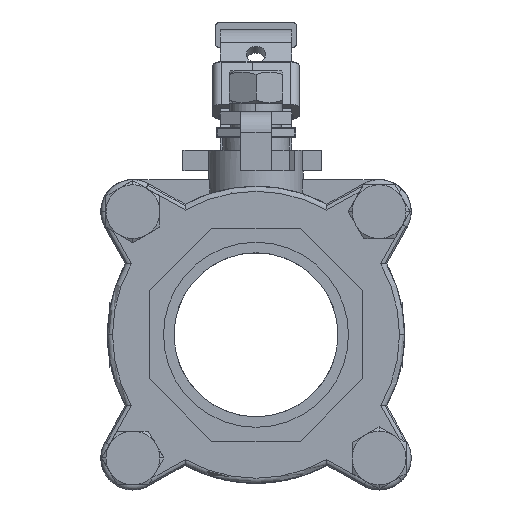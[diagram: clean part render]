
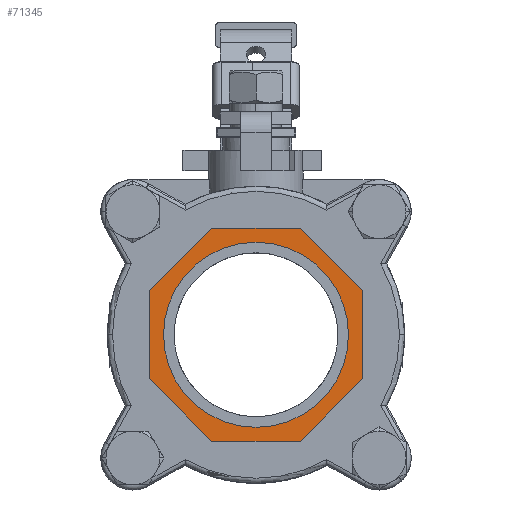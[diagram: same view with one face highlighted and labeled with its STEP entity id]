
A CAD part, left-side view. The second image highlights one B-rep face of the part: STEP entity #71345.
In plain terms, the highlighted planar face has unit normal (-1, 0, 0).
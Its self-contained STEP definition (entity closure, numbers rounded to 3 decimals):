
#62939=CARTESIAN_POINT('',(-81.,36.113,-0.));
#62940=VERTEX_POINT('',#62939);
#62949=CARTESIAN_POINT('',(-81.,-36.113,-0.));
#62950=VERTEX_POINT('',#62949);
#62951=CARTESIAN_POINT('',(-81.,-0.,-0.));
#62952=DIRECTION('',(1.,0.,0.));
#62953=DIRECTION('',(-0.,1.,0.));
#62954=AXIS2_PLACEMENT_3D('',#62951,#62952,#62953);
#62955=CIRCLE('',#62954,36.113);
#62956=EDGE_CURVE('',#62950,#62940,#62955,.T.);
#71134=CARTESIAN_POINT('',(-81.,41.5,17.19));
#71135=VERTEX_POINT('',#71134);
#71142=CARTESIAN_POINT('',(-81.,17.19,41.5));
#71143=VERTEX_POINT('',#71142);
#71144=CARTESIAN_POINT('',(-81.,17.19,41.5));
#71145=DIRECTION('',(0.,0.707,-0.707));
#71146=VECTOR('',#71145,34.38);
#71147=LINE('',#71144,#71146);
#71148=EDGE_CURVE('',#71143,#71135,#71147,.T.);
#71166=CARTESIAN_POINT('',(-81.,-17.19,41.5));
#71167=VERTEX_POINT('',#71166);
#71168=CARTESIAN_POINT('',(-81.,-17.19,41.5));
#71169=DIRECTION('',(-0.,1.,-0.));
#71170=VECTOR('',#71169,34.38);
#71171=LINE('',#71168,#71170);
#71172=EDGE_CURVE('',#71167,#71143,#71171,.T.);
#71190=CARTESIAN_POINT('',(-81.,-41.5,17.19));
#71191=VERTEX_POINT('',#71190);
#71192=CARTESIAN_POINT('',(-81.,-41.5,17.19));
#71193=DIRECTION('',(-0.,0.707,0.707));
#71194=VECTOR('',#71193,34.38);
#71195=LINE('',#71192,#71194);
#71196=EDGE_CURVE('',#71191,#71167,#71195,.T.);
#71214=CARTESIAN_POINT('',(-81.,-41.5,-17.19));
#71215=VERTEX_POINT('',#71214);
#71216=CARTESIAN_POINT('',(-81.,-41.5,-17.19));
#71217=DIRECTION('',(-0.,-0.,1.));
#71218=VECTOR('',#71217,34.38);
#71219=LINE('',#71216,#71218);
#71220=EDGE_CURVE('',#71215,#71191,#71219,.T.);
#71238=CARTESIAN_POINT('',(-81.,-17.19,-41.5));
#71239=VERTEX_POINT('',#71238);
#71240=CARTESIAN_POINT('',(-81.,-17.19,-41.5));
#71241=DIRECTION('',(-0.,-0.707,0.707));
#71242=VECTOR('',#71241,34.38);
#71243=LINE('',#71240,#71242);
#71244=EDGE_CURVE('',#71239,#71215,#71243,.T.);
#71262=CARTESIAN_POINT('',(-81.,17.19,-41.5));
#71263=VERTEX_POINT('',#71262);
#71264=CARTESIAN_POINT('',(-81.,17.19,-41.5));
#71265=DIRECTION('',(0.,-1.,0.));
#71266=VECTOR('',#71265,34.38);
#71267=LINE('',#71264,#71266);
#71268=EDGE_CURVE('',#71263,#71239,#71267,.T.);
#71286=CARTESIAN_POINT('',(-81.,41.5,-17.19));
#71287=VERTEX_POINT('',#71286);
#71288=CARTESIAN_POINT('',(-81.,41.5,-17.19));
#71289=DIRECTION('',(0.,-0.707,-0.707));
#71290=VECTOR('',#71289,34.38);
#71291=LINE('',#71288,#71290);
#71292=EDGE_CURVE('',#71287,#71263,#71291,.T.);
#71310=CARTESIAN_POINT('',(-81.,41.5,17.19));
#71311=DIRECTION('',(0.,0.,-1.));
#71312=VECTOR('',#71311,34.38);
#71313=LINE('',#71310,#71312);
#71314=EDGE_CURVE('',#71135,#71287,#71313,.T.);
#71320=CARTESIAN_POINT('',(-81.,-0.,-0.));
#71321=DIRECTION('',(-1.,-0.,-0.));
#71322=DIRECTION('',(-0.,1.,0.));
#71323=AXIS2_PLACEMENT_3D('',#71320,#71321,#71322);
#71324=PLANE('',#71323);
#71325=ORIENTED_EDGE('',*,*,#71314,.T.);
#71326=ORIENTED_EDGE('',*,*,#71292,.T.);
#71327=ORIENTED_EDGE('',*,*,#71268,.T.);
#71328=ORIENTED_EDGE('',*,*,#71244,.T.);
#71329=ORIENTED_EDGE('',*,*,#71220,.T.);
#71330=ORIENTED_EDGE('',*,*,#71196,.T.);
#71331=ORIENTED_EDGE('',*,*,#71172,.T.);
#71332=ORIENTED_EDGE('',*,*,#71148,.T.);
#71333=EDGE_LOOP('',(#71325,#71326,#71327,#71328,#71329,#71330,#71331,#71332));
#71334=FACE_BOUND('',#71333,.T.);
#71335=CARTESIAN_POINT('',(-81.,-0.,-0.));
#71336=DIRECTION('',(1.,0.,0.));
#71337=DIRECTION('',(-0.,1.,0.));
#71338=AXIS2_PLACEMENT_3D('',#71335,#71336,#71337);
#71339=CIRCLE('',#71338,36.113);
#71340=EDGE_CURVE('',#62940,#62950,#71339,.T.);
#71341=ORIENTED_EDGE('',*,*,#71340,.T.);
#71342=ORIENTED_EDGE('',*,*,#62956,.T.);
#71343=EDGE_LOOP('',(#71341,#71342));
#71344=FACE_BOUND('',#71343,.T.);
#71345=ADVANCED_FACE('',(#71334,#71344),#71324,.T.);
